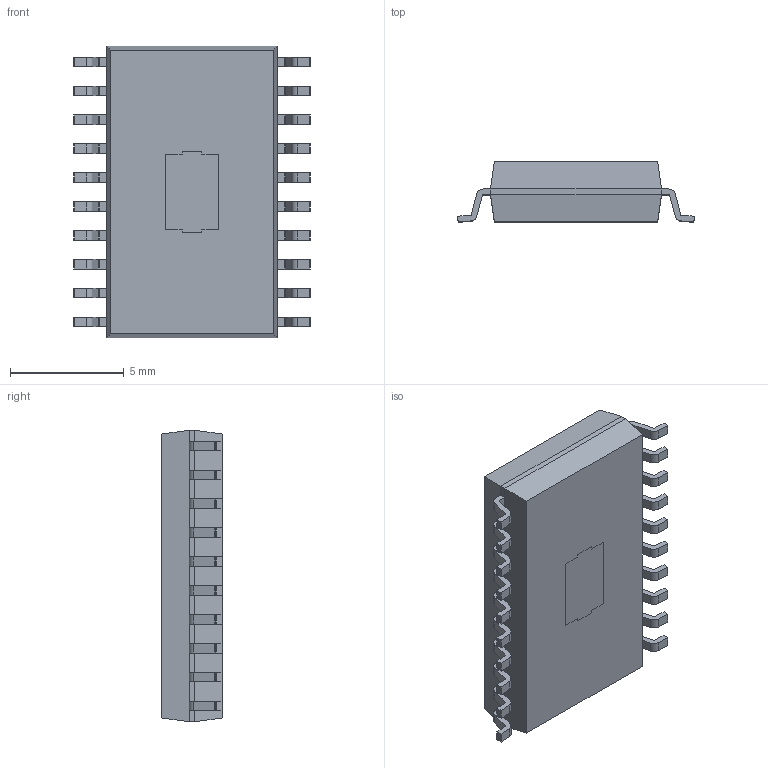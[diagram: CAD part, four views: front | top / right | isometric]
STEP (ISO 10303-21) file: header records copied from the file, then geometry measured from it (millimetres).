
FILE_DESCRIPTION (( 'STEP AP214' ), '1' );
FILE_NAME ('DWP20.STEP', '2020-08-27T21:38:17', ( '' ), ( '' ), 'SwSTEP 2.0', 'SolidWorks 2017', '' );
FILE_SCHEMA (( 'AUTOMOTIVE_DESIGN' ));
Length unit declared in the file: millimetre
Products named in the file (1): DWP20
Bounding box: 10.4 x 2.65 x 12.82 mm (x, y, z)
Volume: 252.3 mm3; surface area: 371.8 mm2
Topology: 23 solids, 23 shells, 328 faces, 832 edges, 552 vertices
Faces by surface type: plane 244, cylinder 84
Entity records: 10052 total; most frequent: CARTESIAN_POINT 1713, ORIENTED_EDGE 1664, DIRECTION 1658, EDGE_CURVE 832, VECTOR 664, LINE 664, VERTEX_POINT 552, AXIS2_PLACEMENT_3D 497
